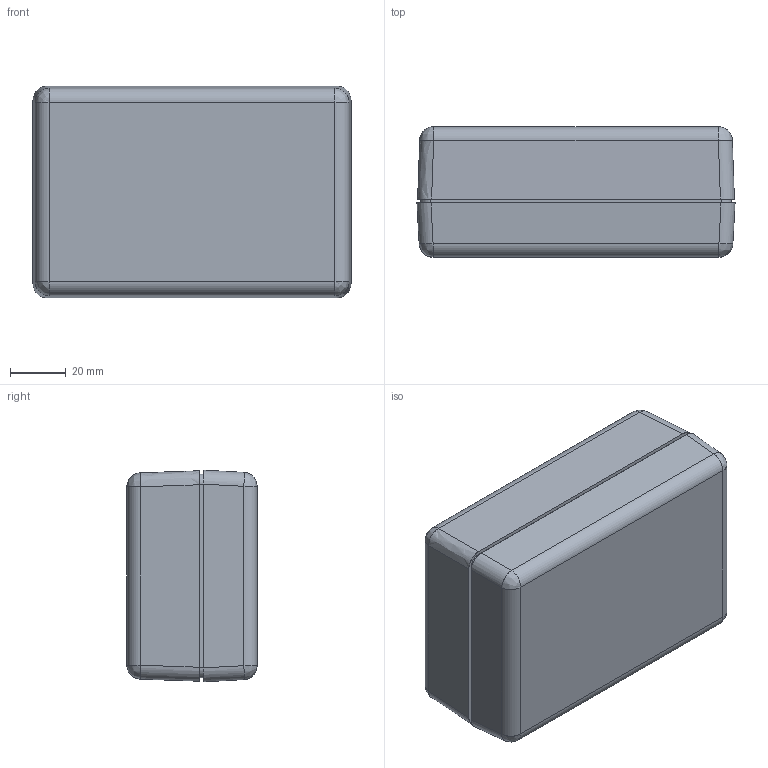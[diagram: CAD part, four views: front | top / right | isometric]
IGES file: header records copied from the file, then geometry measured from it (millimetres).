
Start section: SolidWorks IGES file using analytic representation for surfaces
Global section: file name: KM-59B.IGS; native system: SolidWorks 2013; preprocessor: SolidWorks 2013; author: RAKS; date: 190405.141013; units: millimetre
Bounding box: 113.7 x 46.55 x 75.65 mm (x, y, z)
Surface area: 66506.2 mm2 (no closed solid volume)
Topology: 0 solids, 0 shells, 175 faces, 1610 edges, 1594 vertices
Faces by surface type: bspline 104, revolution 71
